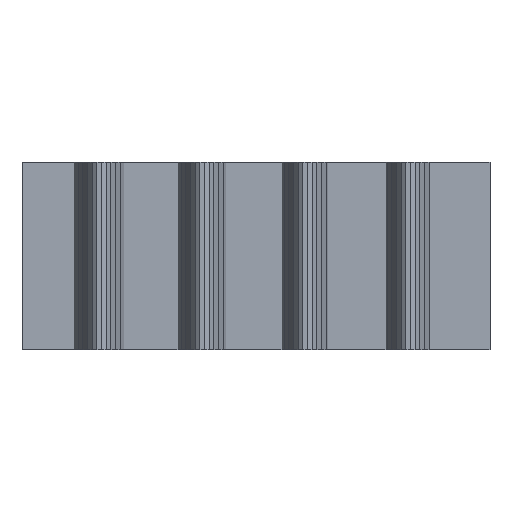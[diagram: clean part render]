
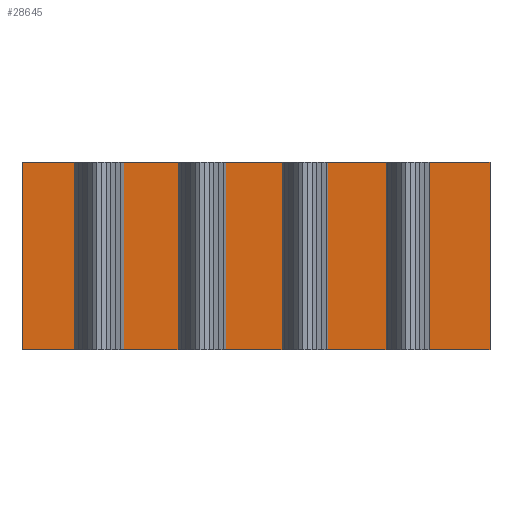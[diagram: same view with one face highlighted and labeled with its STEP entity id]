
A CAD part, front view. The second image highlights one B-rep face of the part: STEP entity #28645.
In plain terms, the highlighted planar face has unit normal (-0.028, -1, 0).
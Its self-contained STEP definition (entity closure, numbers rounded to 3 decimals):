
#21694 = EDGE_CURVE('',#21695,#21697,#21699,.T.);
#21695 = VERTEX_POINT('',#21696);
#21696 = CARTESIAN_POINT('',(0.,0.,0.));
#21697 = VERTEX_POINT('',#21698);
#21698 = CARTESIAN_POINT('',(0.,0.,40.));
#21699 = SURFACE_CURVE('',#21700,(#21704,#21716),.PCURVE_S1.);
#21700 = LINE('',#21701,#21702);
#21701 = CARTESIAN_POINT('',(0.,0.,0.));
#21702 = VECTOR('',#21703,1.);
#21703 = DIRECTION('',(0.,0.,1.));
#21704 = PCURVE('',#21705,#21710);
#21705 = PLANE('',#21706);
#21706 = AXIS2_PLACEMENT_3D('',#21707,#21708,#21709);
#21707 = CARTESIAN_POINT('',(0.,0.,0.));
#21708 = DIRECTION('',(-0.942,0.335,0.));
#21709 = DIRECTION('',(0.335,0.942,0.));
#21710 = DEFINITIONAL_REPRESENTATION('',(#21711),#21715);
#21711 = LINE('',#21712,#21713);
#21712 = CARTESIAN_POINT('',(0.,0.));
#21713 = VECTOR('',#21714,1.);
#21714 = DIRECTION('',(0.,-1.));
#21715 = ( GEOMETRIC_REPRESENTATION_CONTEXT(2) 
PARAMETRIC_REPRESENTATION_CONTEXT() REPRESENTATION_CONTEXT('2D SPACE',''
  ) );
#21716 = PCURVE('',#21717,#21722);
#21717 = PLANE('',#21718);
#21718 = AXIS2_PLACEMENT_3D('',#21719,#21720,#21721);
#21719 = CARTESIAN_POINT('',(100.,-2.817,0.));
#21720 = DIRECTION('',(-0.028,-1.,0.));
#21721 = DIRECTION('',(-1.,0.028,0.));
#21722 = DEFINITIONAL_REPRESENTATION('',(#21723),#21727);
#21723 = LINE('',#21724,#21725);
#21724 = CARTESIAN_POINT('',(100.04,0.));
#21725 = VECTOR('',#21726,1.);
#21726 = DIRECTION('',(0.,-1.));
#21727 = ( GEOMETRIC_REPRESENTATION_CONTEXT(2) 
PARAMETRIC_REPRESENTATION_CONTEXT() REPRESENTATION_CONTEXT('2D SPACE',''
  ) );
#21745 = PLANE('',#21746);
#21746 = AXIS2_PLACEMENT_3D('',#21747,#21748,#21749);
#21747 = CARTESIAN_POINT('',(50.134,-0.058,40.));
#21748 = DIRECTION('',(-0.,-0.,-1.));
#21749 = DIRECTION('',(-1.,0.,0.));
#21799 = PLANE('',#21800);
#21800 = AXIS2_PLACEMENT_3D('',#21801,#21802,#21803);
#21801 = CARTESIAN_POINT('',(50.134,-0.058,0.));
#21802 = DIRECTION('',(-0.,-0.,-1.));
#21803 = DIRECTION('',(-1.,0.,0.));
#28542 = PLANE('',#28543);
#28543 = AXIS2_PLACEMENT_3D('',#28544,#28545,#28546);
#28544 = CARTESIAN_POINT('',(98.,2.817,0.));
#28545 = DIRECTION('',(0.942,0.335,-0.));
#28546 = DIRECTION('',(0.335,-0.942,0.));
#28580 = VERTEX_POINT('',#28581);
#28581 = CARTESIAN_POINT('',(100.,-2.817,40.));
#28602 = EDGE_CURVE('',#28603,#28580,#28605,.T.);
#28603 = VERTEX_POINT('',#28604);
#28604 = CARTESIAN_POINT('',(100.,-2.817,0.));
#28605 = SURFACE_CURVE('',#28606,(#28610,#28617),.PCURVE_S1.);
#28606 = LINE('',#28607,#28608);
#28607 = CARTESIAN_POINT('',(100.,-2.817,0.));
#28608 = VECTOR('',#28609,1.);
#28609 = DIRECTION('',(0.,0.,1.));
#28610 = PCURVE('',#28542,#28611);
#28611 = DEFINITIONAL_REPRESENTATION('',(#28612),#28616);
#28612 = LINE('',#28613,#28614);
#28613 = CARTESIAN_POINT('',(5.979,0.));
#28614 = VECTOR('',#28615,1.);
#28615 = DIRECTION('',(0.,-1.));
#28616 = ( GEOMETRIC_REPRESENTATION_CONTEXT(2) 
PARAMETRIC_REPRESENTATION_CONTEXT() REPRESENTATION_CONTEXT('2D SPACE',''
  ) );
#28617 = PCURVE('',#21717,#28618);
#28618 = DEFINITIONAL_REPRESENTATION('',(#28619),#28623);
#28619 = LINE('',#28620,#28621);
#28620 = CARTESIAN_POINT('',(0.,0.));
#28621 = VECTOR('',#28622,1.);
#28622 = DIRECTION('',(0.,-1.));
#28623 = ( GEOMETRIC_REPRESENTATION_CONTEXT(2) 
PARAMETRIC_REPRESENTATION_CONTEXT() REPRESENTATION_CONTEXT('2D SPACE',''
  ) );
#28645 = ADVANCED_FACE('',(#28646),#21717,.T.);
#28646 = FACE_BOUND('',#28647,.T.);
#28647 = EDGE_LOOP('',(#28648,#28649,#28670,#28671));
#28648 = ORIENTED_EDGE('',*,*,#28602,.T.);
#28649 = ORIENTED_EDGE('',*,*,#28650,.T.);
#28650 = EDGE_CURVE('',#28580,#21697,#28651,.T.);
#28651 = SURFACE_CURVE('',#28652,(#28656,#28663),.PCURVE_S1.);
#28652 = LINE('',#28653,#28654);
#28653 = CARTESIAN_POINT('',(100.,-2.817,40.));
#28654 = VECTOR('',#28655,1.);
#28655 = DIRECTION('',(-1.,0.028,0.));
#28656 = PCURVE('',#21717,#28657);
#28657 = DEFINITIONAL_REPRESENTATION('',(#28658),#28662);
#28658 = LINE('',#28659,#28660);
#28659 = CARTESIAN_POINT('',(0.,-40.));
#28660 = VECTOR('',#28661,1.);
#28661 = DIRECTION('',(1.,0.));
#28662 = ( GEOMETRIC_REPRESENTATION_CONTEXT(2) 
PARAMETRIC_REPRESENTATION_CONTEXT() REPRESENTATION_CONTEXT('2D SPACE',''
  ) );
#28663 = PCURVE('',#21745,#28664);
#28664 = DEFINITIONAL_REPRESENTATION('',(#28665),#28669);
#28665 = LINE('',#28666,#28667);
#28666 = CARTESIAN_POINT('',(-49.866,-2.759));
#28667 = VECTOR('',#28668,1.);
#28668 = DIRECTION('',(1.,0.028));
#28669 = ( GEOMETRIC_REPRESENTATION_CONTEXT(2) 
PARAMETRIC_REPRESENTATION_CONTEXT() REPRESENTATION_CONTEXT('2D SPACE',''
  ) );
#28670 = ORIENTED_EDGE('',*,*,#21694,.F.);
#28671 = ORIENTED_EDGE('',*,*,#28672,.F.);
#28672 = EDGE_CURVE('',#28603,#21695,#28673,.T.);
#28673 = SURFACE_CURVE('',#28674,(#28678,#28685),.PCURVE_S1.);
#28674 = LINE('',#28675,#28676);
#28675 = CARTESIAN_POINT('',(100.,-2.817,0.));
#28676 = VECTOR('',#28677,1.);
#28677 = DIRECTION('',(-1.,0.028,0.));
#28678 = PCURVE('',#21717,#28679);
#28679 = DEFINITIONAL_REPRESENTATION('',(#28680),#28684);
#28680 = LINE('',#28681,#28682);
#28681 = CARTESIAN_POINT('',(0.,0.));
#28682 = VECTOR('',#28683,1.);
#28683 = DIRECTION('',(1.,0.));
#28684 = ( GEOMETRIC_REPRESENTATION_CONTEXT(2) 
PARAMETRIC_REPRESENTATION_CONTEXT() REPRESENTATION_CONTEXT('2D SPACE',''
  ) );
#28685 = PCURVE('',#21799,#28686);
#28686 = DEFINITIONAL_REPRESENTATION('',(#28687),#28691);
#28687 = LINE('',#28688,#28689);
#28688 = CARTESIAN_POINT('',(-49.866,-2.759));
#28689 = VECTOR('',#28690,1.);
#28690 = DIRECTION('',(1.,0.028));
#28691 = ( GEOMETRIC_REPRESENTATION_CONTEXT(2) 
PARAMETRIC_REPRESENTATION_CONTEXT() REPRESENTATION_CONTEXT('2D SPACE',''
  ) );
